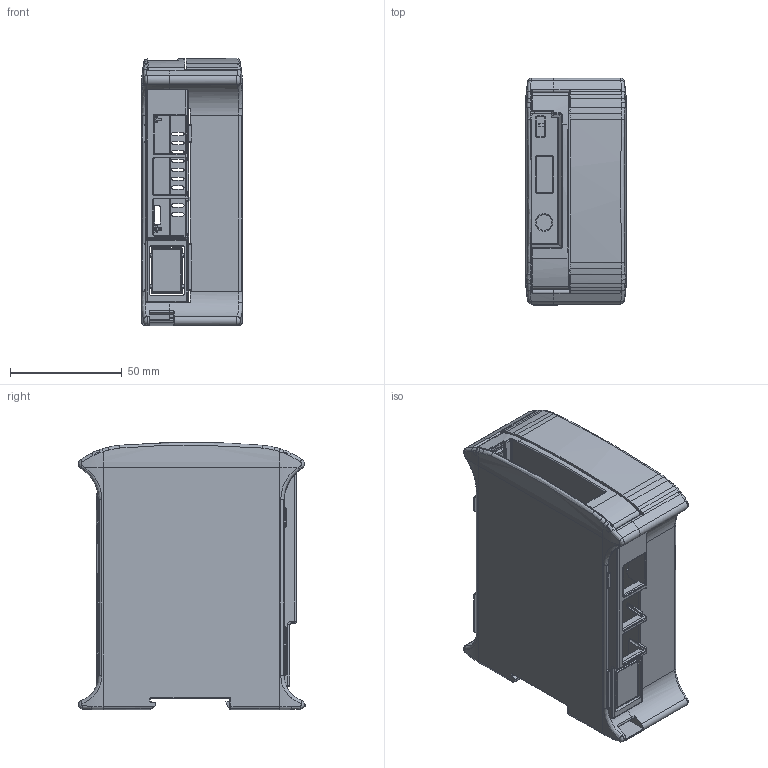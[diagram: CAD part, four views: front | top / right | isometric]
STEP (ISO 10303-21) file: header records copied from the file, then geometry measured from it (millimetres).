
FILE_DESCRIPTION (( 'STEP AP214' ), '1' );
FILE_NAME ('10_0052450_rmb_neu.STEP', '2021-01-22T10:35:07', ( '' ), ( '' ), 'SwSTEP 2.0', 'SolidWorks 2018', '' );
FILE_SCHEMA (( 'AUTOMOTIVE_DESIGN' ));
Length unit declared in the file: millimetre
Products named in the file (2): 10_0052450_rmb_neu
Bounding box: 45 x 101.6 x 119.49 mm (x, y, z)
Volume: 87589 mm3; surface area: 85784.7 mm2
Topology: 7 solids, 7 shells, 2233 faces, 5967 edges, 3724 vertices
Faces by surface type: cylinder 1019, plane 700, bspline 274, torus 94, sphere 81, cone 65
Entity records: 78053 total; most frequent: CARTESIAN_POINT 25084, ORIENTED_EDGE 11842, DIRECTION 9863, EDGE_CURVE 5921, VERTEX_POINT 3724, AXIS2_PLACEMENT_3D 3468, VECTOR 2927, LINE 2927
